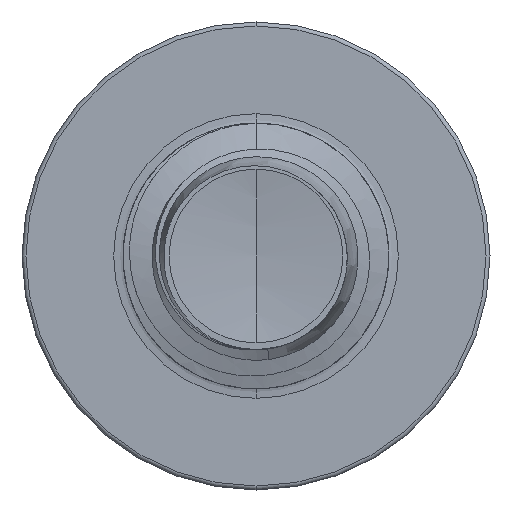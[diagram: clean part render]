
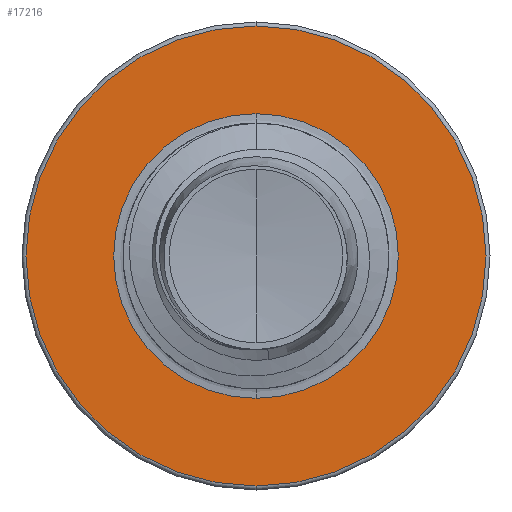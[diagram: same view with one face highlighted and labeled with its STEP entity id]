
A CAD part, front view. The second image highlights one B-rep face of the part: STEP entity #17216.
In plain terms, the highlighted planar face has unit normal (0, -1, 0).
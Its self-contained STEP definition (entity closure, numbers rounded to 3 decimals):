
#1097 = DIRECTION ( 'NONE',  ( 0., 1., 0. ) ) ;
#1877 = ORIENTED_EDGE ( 'NONE', *, *, #5863, .T. ) ;
#1908 = DIRECTION ( 'NONE',  ( 0., 0., 1. ) ) ;
#2166 = CIRCLE ( 'NONE', #14495, 4.325 ) ;
#2353 = FACE_BOUND ( 'NONE', #17435, .T. ) ;
#3553 = CARTESIAN_POINT ( 'NONE',  ( 0., 10., -4.325 ) ) ;
#4579 = EDGE_CURVE ( 'NONE', #22095, #18587, #2166, .T. ) ;
#4778 = AXIS2_PLACEMENT_3D ( 'NONE', #24087, #13149, #1908 ) ;
#5863 = EDGE_CURVE ( 'NONE', #12135, #16526, #22693, .T. ) ;
#5867 = DIRECTION ( 'NONE',  ( 0., 1., 0. ) ) ;
#6197 = ORIENTED_EDGE ( 'NONE', *, *, #4579, .F. ) ;
#7506 = AXIS2_PLACEMENT_3D ( 'NONE', #16874, #5867, #18746 ) ;
#8533 = CARTESIAN_POINT ( 'NONE',  ( 0., 10., 0. ) ) ;
#9247 = EDGE_CURVE ( 'NONE', #18587, #22095, #15529, .T. ) ;
#10356 = ORIENTED_EDGE ( 'NONE', *, *, #19960, .T. ) ;
#10366 = DIRECTION ( 'NONE',  ( 0., 0., 1. ) ) ;
#10936 = CARTESIAN_POINT ( 'NONE',  ( 0., 10., 0. ) ) ;
#10984 = AXIS2_PLACEMENT_3D ( 'NONE', #10936, #23707, #12770 ) ;
#12063 = CARTESIAN_POINT ( 'NONE',  ( 0., 10., 4.325 ) ) ;
#12135 = VERTEX_POINT ( 'NONE', #18259 ) ;
#12368 = CARTESIAN_POINT ( 'NONE',  ( 0., 10., 0. ) ) ;
#12770 = DIRECTION ( 'NONE',  ( 0., 0., 1. ) ) ;
#12907 = CIRCLE ( 'NONE', #4778, 2.677 ) ;
#13149 = DIRECTION ( 'NONE',  ( 0., 1., 0. ) ) ;
#14225 = DIRECTION ( 'NONE',  ( 0., 0., 1. ) ) ;
#14457 = CARTESIAN_POINT ( 'NONE',  ( 0., 10., -2.677 ) ) ;
#14495 = AXIS2_PLACEMENT_3D ( 'NONE', #12368, #1097, #14225 ) ;
#15075 = PLANE ( 'NONE',  #7506 ) ;
#15529 = CIRCLE ( 'NONE', #10984, 4.325 ) ;
#16045 = ORIENTED_EDGE ( 'NONE', *, *, #9247, .F. ) ;
#16443 = AXIS2_PLACEMENT_3D ( 'NONE', #8533, #21277, #10366 ) ;
#16526 = VERTEX_POINT ( 'NONE', #14457 ) ;
#16874 = CARTESIAN_POINT ( 'NONE',  ( 0., 10., -2.677 ) ) ;
#17216 = ADVANCED_FACE ( 'NONE', ( #21471, #2353 ), #15075, .F. ) ;
#17435 = EDGE_LOOP ( 'NONE', ( #1877, #10356 ) ) ;
#18259 = CARTESIAN_POINT ( 'NONE',  ( 0., 10., 2.677 ) ) ;
#18587 = VERTEX_POINT ( 'NONE', #12063 ) ;
#18746 = DIRECTION ( 'NONE',  ( 0., 0., 1. ) ) ;
#19960 = EDGE_CURVE ( 'NONE', #16526, #12135, #12907, .T. ) ;
#21277 = DIRECTION ( 'NONE',  ( 0., 1., 0. ) ) ;
#21471 = FACE_OUTER_BOUND ( 'NONE', #22289, .T. ) ;
#22095 = VERTEX_POINT ( 'NONE', #3553 ) ;
#22289 = EDGE_LOOP ( 'NONE', ( #16045, #6197 ) ) ;
#22693 = CIRCLE ( 'NONE', #16443, 2.677 ) ;
#23707 = DIRECTION ( 'NONE',  ( 0., 1., 0. ) ) ;
#24087 = CARTESIAN_POINT ( 'NONE',  ( 0., 10., 0. ) ) ;
